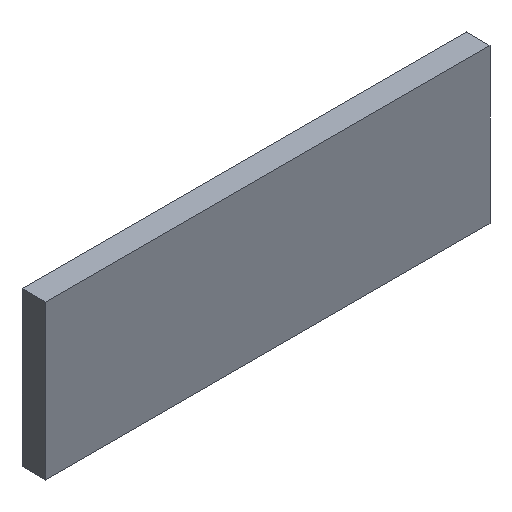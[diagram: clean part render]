
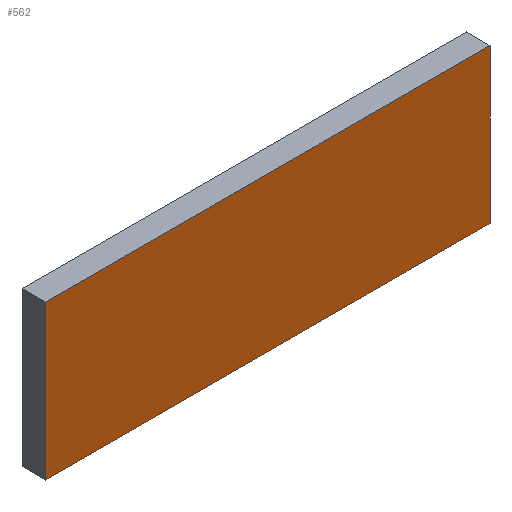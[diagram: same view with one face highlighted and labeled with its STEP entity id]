
A CAD part, isometric view. The second image highlights one B-rep face of the part: STEP entity #562.
In plain terms, the highlighted planar face has unit normal (0, -1, 0).
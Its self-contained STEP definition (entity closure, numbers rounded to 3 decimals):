
#20 = VERTEX_POINT ( 'NONE', #2895 ) ;
#68 = CARTESIAN_POINT ( 'NONE',  ( 0., 0., 0. ) ) ;
#139 = EDGE_CURVE ( 'NONE', #1384, #1542, #4522, .T. ) ;
#180 = VECTOR ( 'NONE', #4444, 1000. ) ;
#230 = LINE ( 'NONE', #3636, #574 ) ;
#408 = EDGE_CURVE ( 'NONE', #1542, #1174, #3368, .T. ) ;
#521 = DIRECTION ( 'NONE',  ( 0., 0., -1. ) ) ;
#522 = CARTESIAN_POINT ( 'NONE',  ( 75., 0., 0. ) ) ;
#562 = ADVANCED_FACE ( 'NONE', ( #1628 ), #1177, .T. ) ;
#574 = VECTOR ( 'NONE', #590, 1000. ) ;
#590 = DIRECTION ( 'NONE',  ( -1., 0., 0. ) ) ;
#695 = EDGE_LOOP ( 'NONE', ( #2585, #4331, #2183, #794 ) ) ;
#794 = ORIENTED_EDGE ( 'NONE', *, *, #408, .F. ) ;
#895 = VECTOR ( 'NONE', #3419, 1000. ) ;
#1034 = CARTESIAN_POINT ( 'NONE',  ( 0., 0., -26. ) ) ;
#1174 = VERTEX_POINT ( 'NONE', #1863 ) ;
#1177 = PLANE ( 'NONE',  #1591 ) ;
#1384 = VERTEX_POINT ( 'NONE', #1034 ) ;
#1398 = EDGE_CURVE ( 'NONE', #20, #1384, #230, .T. ) ;
#1542 = VERTEX_POINT ( 'NONE', #1820 ) ;
#1591 = AXIS2_PLACEMENT_3D ( 'NONE', #2742, #3487, #521 ) ;
#1628 = FACE_OUTER_BOUND ( 'NONE', #695, .T. ) ;
#1681 = EDGE_CURVE ( 'NONE', #1174, #20, #4249, .T. ) ;
#1820 = CARTESIAN_POINT ( 'NONE',  ( 0., 0., 0. ) ) ;
#1863 = CARTESIAN_POINT ( 'NONE',  ( 75., 0., 0. ) ) ;
#2183 = ORIENTED_EDGE ( 'NONE', *, *, #1681, .F. ) ;
#2226 = VECTOR ( 'NONE', #4112, 1000. ) ;
#2585 = ORIENTED_EDGE ( 'NONE', *, *, #139, .F. ) ;
#2742 = CARTESIAN_POINT ( 'NONE',  ( 0., 0., 0. ) ) ;
#2895 = CARTESIAN_POINT ( 'NONE',  ( 75., 0., -26. ) ) ;
#2968 = CARTESIAN_POINT ( 'NONE',  ( 0., 0., 0. ) ) ;
#3368 = LINE ( 'NONE', #2968, #180 ) ;
#3419 = DIRECTION ( 'NONE',  ( 0., 0., -1. ) ) ;
#3487 = DIRECTION ( 'NONE',  ( 0., -1., 0. ) ) ;
#3636 = CARTESIAN_POINT ( 'NONE',  ( 0., 0., -26. ) ) ;
#4112 = DIRECTION ( 'NONE',  ( 0., 0., 1. ) ) ;
#4249 = LINE ( 'NONE', #522, #895 ) ;
#4331 = ORIENTED_EDGE ( 'NONE', *, *, #1398, .F. ) ;
#4444 = DIRECTION ( 'NONE',  ( 1., 0., 0. ) ) ;
#4522 = LINE ( 'NONE', #68, #2226 ) ;
